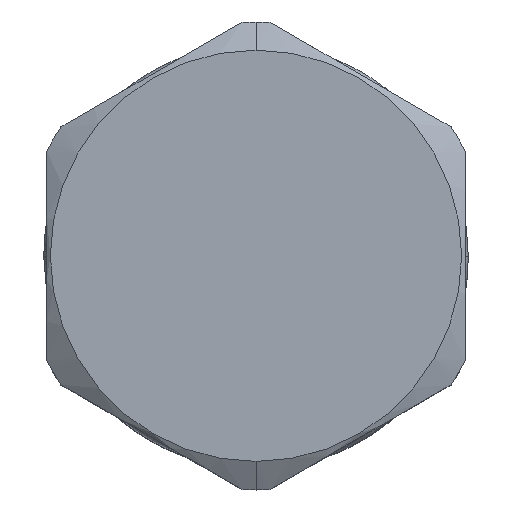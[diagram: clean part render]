
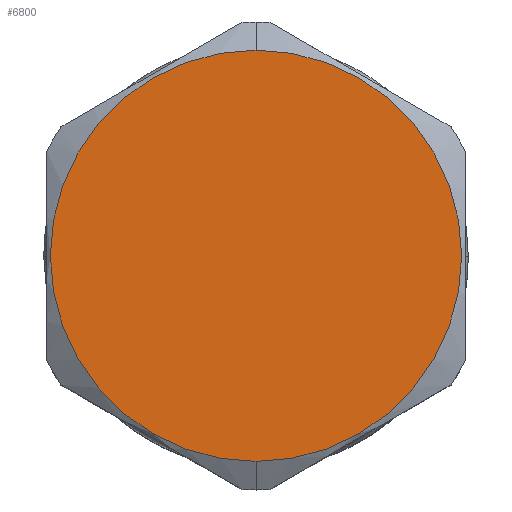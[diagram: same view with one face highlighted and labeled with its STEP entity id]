
A CAD part, top view. The second image highlights one B-rep face of the part: STEP entity #6800.
In plain terms, the highlighted planar face has unit normal (0, 0, 1).
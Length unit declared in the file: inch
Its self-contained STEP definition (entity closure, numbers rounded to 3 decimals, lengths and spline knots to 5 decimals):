
#3491=CARTESIAN_POINT('',(0.,0.,2.562));
#3492=DIRECTION('',(0.,0.,1.));
#3493=DIRECTION('',(0.,-1.,0.));
#3494=AXIS2_PLACEMENT_3D('',#3491,#3492,#3493);
#3496=CARTESIAN_POINT('',(0.,0.,2.562));
#3497=DIRECTION('',(0.,0.,1.));
#3498=DIRECTION('',(0.,1.,0.));
#3499=AXIS2_PLACEMENT_3D('',#3496,#3497,#3498);
#3765=CARTESIAN_POINT('',(0.,-0.43,2.562));
#3766=CARTESIAN_POINT('',(0.,0.43,2.562));
#3767=VERTEX_POINT('',#3765);
#3768=VERTEX_POINT('',#3766);
#6791=CARTESIAN_POINT('',(0.,0.,2.562));
#6792=DIRECTION('',(0.,0.,1.));
#6793=DIRECTION('',(0.,1.,0.));
#6794=AXIS2_PLACEMENT_3D('',#6791,#6792,#6793);
#6795=PLANE('',#6794);
#6796=ORIENTED_EDGE('',*,*,#6624,.F.);
#6797=ORIENTED_EDGE('',*,*,#6782,.F.);
#6798=EDGE_LOOP('',(#6796,#6797));
#6799=FACE_OUTER_BOUND('',#6798,.F.);
#6800=ADVANCED_FACE('',(#6799),#6795,.T.);
#3495=CIRCLE('',#3494,0.43);
#3500=CIRCLE('',#3499,0.43);
#6624=EDGE_CURVE('',#3767,#3768,#3495,.T.);
#6782=EDGE_CURVE('',#3768,#3767,#3500,.T.);
